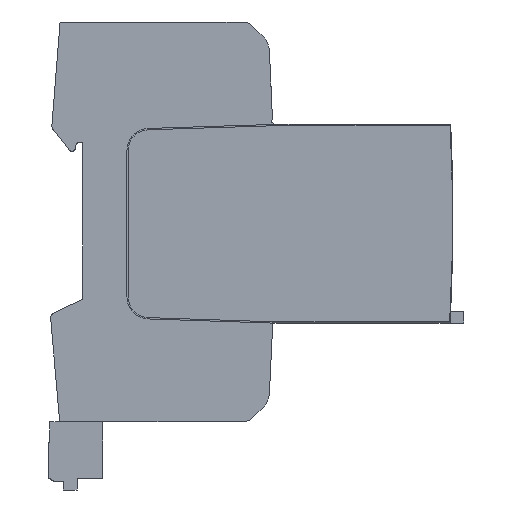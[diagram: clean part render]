
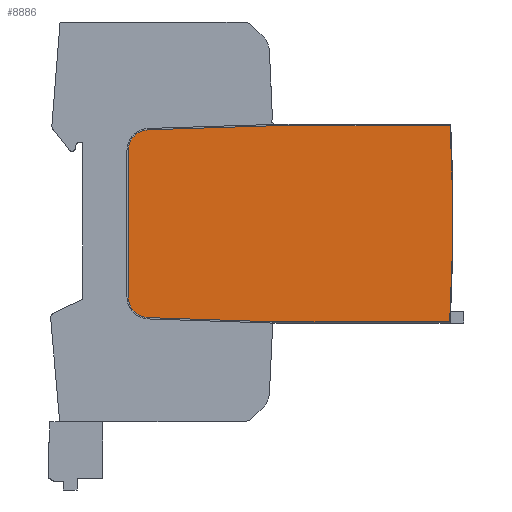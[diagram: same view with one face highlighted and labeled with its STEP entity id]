
A CAD part, left-side view. The second image highlights one B-rep face of the part: STEP entity #8886.
In plain terms, the highlighted planar face has unit normal (-1, 0, 0).
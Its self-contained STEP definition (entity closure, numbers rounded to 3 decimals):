
#2830=DIRECTION('',(0.,-1.,0.));
#2831=VECTOR('',#2830,39.924);
#2832=CARTESIAN_POINT('',(-27.,-38.914,
-22.527));
#2833=LINE('',#2832,#2831);
#2844=CARTESIAN_POINT('',(-27.,336.41,0.75));
#2845=DIRECTION('',(1.,0.,0.));
#2846=DIRECTION('',(0.,-0.999,0.05));
#2847=AXIS2_PLACEMENT_3D('',#2844,#2845,#2846);
#2849=DIRECTION('',(0.,0.999,0.033));
#2850=VECTOR('',#2849,28.085);
#2851=CARTESIAN_POINT('',(-27.,-38.914,
-22.527));
#2852=LINE('',#2851,#2850);
#2853=CARTESIAN_POINT('',(-27.,-11.,-16.9));
#2854=DIRECTION('',(1.,0.,0.));
#2855=DIRECTION('',(0.,0.033,-0.999));
#2856=AXIS2_PLACEMENT_3D('',#2853,#2854,#2855);
#2858=CARTESIAN_POINT('',(-27.,-11.,16.1));
#2859=DIRECTION('',(1.,0.,0.));
#2860=DIRECTION('',(0.,1.,0.));
#2861=AXIS2_PLACEMENT_3D('',#2858,#2859,#2860);
#2863=DIRECTION('',(0.,-0.999,0.032));
#2864=VECTOR('',#2863,28.08);
#2865=CARTESIAN_POINT('',(-27.,-10.849,20.798));
#2866=LINE('',#2865,#2864);
#2867=DIRECTION('',(0.,-1.,0.));
#2868=VECTOR('',#2867,40.048);
#2869=CARTESIAN_POINT('',(-27.,-38.914,
21.7));
#2870=LINE('',#2869,#2868);
#2891=DIRECTION('',(0.,0.,-1.));
#2892=VECTOR('',#2891,33.);
#2893=CARTESIAN_POINT('',(-27.,-6.3,16.1));
#2894=LINE('',#2893,#2892);
#4909=CARTESIAN_POINT('',(-27.,-78.962,21.7));
#4910=CARTESIAN_POINT('',(-27.,-78.838,-22.527));
#4911=VERTEX_POINT('',#4909);
#4912=VERTEX_POINT('',#4910);
#4913=CARTESIAN_POINT('',(-27.,-38.914,
-22.527));
#4914=VERTEX_POINT('',#4913);
#4915=CARTESIAN_POINT('',(-27.,-10.844,-21.597));
#4916=VERTEX_POINT('',#4915);
#4917=CARTESIAN_POINT('',(-27.,-6.3,-16.9));
#4918=VERTEX_POINT('',#4917);
#4919=CARTESIAN_POINT('',(-27.,-6.3,16.1));
#4920=VERTEX_POINT('',#4919);
#4921=CARTESIAN_POINT('',(-27.,-10.849,20.798));
#4922=VERTEX_POINT('',#4921);
#4923=CARTESIAN_POINT('',(-27.,-38.914,
21.7));
#4924=VERTEX_POINT('',#4923);
#8865=CARTESIAN_POINT('',(-27.,0.,0.));
#8866=DIRECTION('',(1.,0.,0.));
#8867=DIRECTION('',(0.,1.,0.));
#8868=AXIS2_PLACEMENT_3D('',#8865,#8866,#8867);
#8869=PLANE('',#8868);
#8870=ORIENTED_EDGE('',*,*,#8858,.T.);
#8871=ORIENTED_EDGE('',*,*,#8846,.F.);
#8873=ORIENTED_EDGE('',*,*,#8872,.T.);
#8875=ORIENTED_EDGE('',*,*,#8874,.T.);
#8877=ORIENTED_EDGE('',*,*,#8876,.F.);
#8879=ORIENTED_EDGE('',*,*,#8878,.T.);
#8881=ORIENTED_EDGE('',*,*,#8880,.T.);
#8883=ORIENTED_EDGE('',*,*,#8882,.T.);
#8884=EDGE_LOOP('',(#8870,#8871,#8873,#8875,#8877,#8879,#8881,#8883));
#8885=FACE_OUTER_BOUND('',#8884,.F.);
#2848=CIRCLE('',#2847,415.9);
#2857=CIRCLE('',#2856,4.7);
#2862=CIRCLE('',#2861,4.7);
#8846=EDGE_CURVE('',#4914,#4912,#2833,.T.);
#8858=EDGE_CURVE('',#4911,#4912,#2848,.T.);
#8872=EDGE_CURVE('',#4914,#4916,#2852,.T.);
#8874=EDGE_CURVE('',#4916,#4918,#2857,.T.);
#8876=EDGE_CURVE('',#4920,#4918,#2894,.T.);
#8878=EDGE_CURVE('',#4920,#4922,#2862,.T.);
#8880=EDGE_CURVE('',#4922,#4924,#2866,.T.);
#8882=EDGE_CURVE('',#4924,#4911,#2870,.T.);
#8886=ADVANCED_FACE('',(#8885),#8869,.F.);
